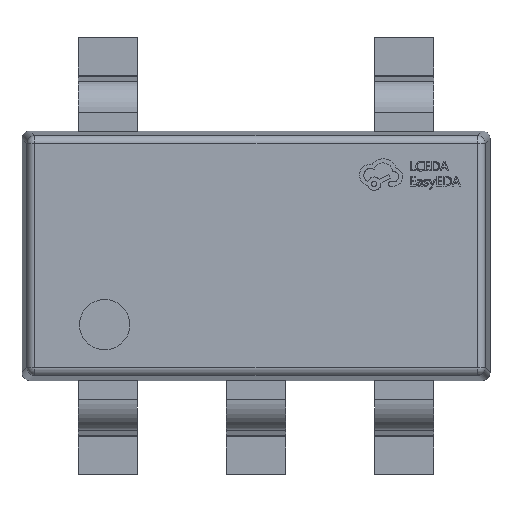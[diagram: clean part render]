
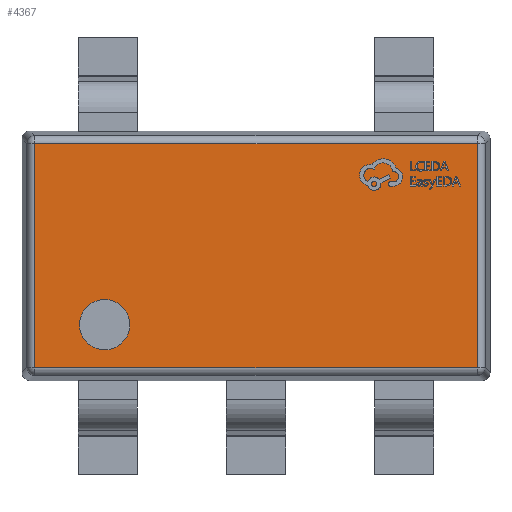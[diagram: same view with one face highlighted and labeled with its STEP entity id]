
A CAD part, top view. The second image highlights one B-rep face of the part: STEP entity #4367.
In plain terms, the highlighted planar face has unit normal (0, 0, 1).
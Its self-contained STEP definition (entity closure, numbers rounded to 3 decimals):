
#106 = EDGE_CURVE ( 'NONE', #9431, #14490, #2090, .T. ) ;
#164 = VECTOR ( 'NONE', #14863, 1000. ) ;
#334 = CARTESIAN_POINT ( 'NONE',  ( -1.418, 0.718, 0.5 ) ) ;
#477 = CARTESIAN_POINT ( 'NONE',  ( 1.418, -0.718, 0.5 ) ) ;
#854 = CARTESIAN_POINT ( 'NONE',  ( 0., 0., 0.5 ) ) ;
#858 = CARTESIAN_POINT ( 'NONE',  ( -1.131, -0.443, 0.5 ) ) ;
#1278 = ORIENTED_EDGE ( 'NONE', *, *, #12429, .T. ) ;
#1315 = CARTESIAN_POINT ( 'NONE',  ( -0.97, -0.443, 0.5 ) ) ;
#2090 = LINE ( 'NONE', #6541, #13779 ) ;
#2131 = VECTOR ( 'NONE', #18150, 1000. ) ;
#2567 = ORIENTED_EDGE ( 'NONE', *, *, #18979, .T. ) ;
#2884 = DIRECTION ( 'NONE',  ( 0., 0., 1. ) ) ;
#2957 = DIRECTION ( 'NONE',  ( 1., 0., 0. ) ) ;
#3188 = ORIENTED_EDGE ( 'NONE', *, *, #7255, .F. ) ;
#3758 = CIRCLE ( 'NONE', #11251, 0.161 ) ;
#4343 = CARTESIAN_POINT ( 'NONE',  ( 1.418, 0.718, 0.5 ) ) ;
#4367 = ADVANCED_FACE ( 'NONE', ( #14135, #15471 ), #4992, .T. ) ;
#4470 = ORIENTED_EDGE ( 'NONE', *, *, #13311, .T. ) ;
#4730 = LINE ( 'NONE', #15503, #2131 ) ;
#4992 = PLANE ( 'NONE',  #7689 ) ;
#5938 = CARTESIAN_POINT ( 'NONE',  ( 1.418, 0.765, 0.5 ) ) ;
#6031 = CIRCLE ( 'NONE', #18084, 0.161 ) ;
#6057 = EDGE_CURVE ( 'NONE', #11618, #7162, #3758, .T. ) ;
#6541 = CARTESIAN_POINT ( 'NONE',  ( -1.418, -0.765, 0.5 ) ) ;
#7162 = VERTEX_POINT ( 'NONE', #858 ) ;
#7255 = EDGE_CURVE ( 'NONE', #7162, #11618, #6031, .T. ) ;
#7346 = ORIENTED_EDGE ( 'NONE', *, *, #6057, .F. ) ;
#7689 = AXIS2_PLACEMENT_3D ( 'NONE', #854, #12767, #11498 ) ;
#7929 = DIRECTION ( 'NONE',  ( 1., 0., 0. ) ) ;
#8013 = LINE ( 'NONE', #13947, #15695 ) ;
#8064 = DIRECTION ( 'NONE',  ( 0., -1., 0. ) ) ;
#8358 = VERTEX_POINT ( 'NONE', #477 ) ;
#9431 = VERTEX_POINT ( 'NONE', #334 ) ;
#10187 = ORIENTED_EDGE ( 'NONE', *, *, #106, .T. ) ;
#11251 = AXIS2_PLACEMENT_3D ( 'NONE', #18926, #11946, #2957 ) ;
#11427 = CARTESIAN_POINT ( 'NONE',  ( -1.418, -0.718, 0.5 ) ) ;
#11498 = DIRECTION ( 'NONE',  ( 1., 0., 0. ) ) ;
#11618 = VERTEX_POINT ( 'NONE', #13658 ) ;
#11946 = DIRECTION ( 'NONE',  ( 0., 0., 1. ) ) ;
#12429 = EDGE_CURVE ( 'NONE', #8358, #17227, #17753, .T. ) ;
#12492 = EDGE_LOOP ( 'NONE', ( #7346, #3188 ) ) ;
#12767 = DIRECTION ( 'NONE',  ( 0., 0., 1. ) ) ;
#13229 = DIRECTION ( 'NONE',  ( 1., 0., 0. ) ) ;
#13311 = EDGE_CURVE ( 'NONE', #17227, #9431, #4730, .T. ) ;
#13658 = CARTESIAN_POINT ( 'NONE',  ( -0.809, -0.443, 0.5 ) ) ;
#13779 = VECTOR ( 'NONE', #8064, 1000. ) ;
#13947 = CARTESIAN_POINT ( 'NONE',  ( 1.465, -0.718, 0.5 ) ) ;
#14135 = FACE_OUTER_BOUND ( 'NONE', #15902, .T. ) ;
#14490 = VERTEX_POINT ( 'NONE', #11427 ) ;
#14863 = DIRECTION ( 'NONE',  ( 0., 1., 0. ) ) ;
#15471 = FACE_BOUND ( 'NONE', #12492, .T. ) ;
#15503 = CARTESIAN_POINT ( 'NONE',  ( -1.465, 0.718, 0.5 ) ) ;
#15695 = VECTOR ( 'NONE', #7929, 1000. ) ;
#15902 = EDGE_LOOP ( 'NONE', ( #2567, #1278, #4470, #10187 ) ) ;
#17227 = VERTEX_POINT ( 'NONE', #4343 ) ;
#17753 = LINE ( 'NONE', #5938, #164 ) ;
#18084 = AXIS2_PLACEMENT_3D ( 'NONE', #1315, #2884, #13229 ) ;
#18150 = DIRECTION ( 'NONE',  ( -1., 0., 0. ) ) ;
#18926 = CARTESIAN_POINT ( 'NONE',  ( -0.97, -0.443, 0.5 ) ) ;
#18979 = EDGE_CURVE ( 'NONE', #14490, #8358, #8013, .T. ) ;
